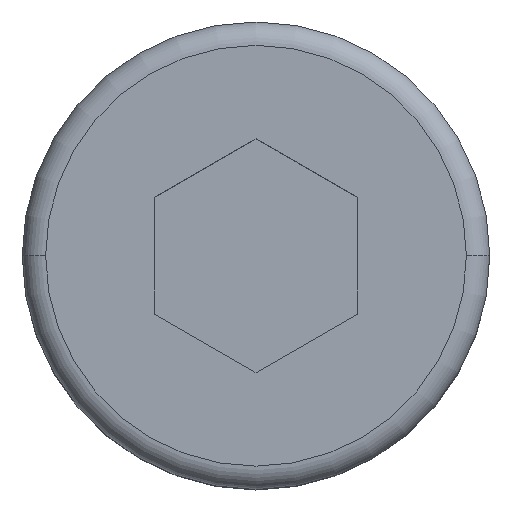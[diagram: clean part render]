
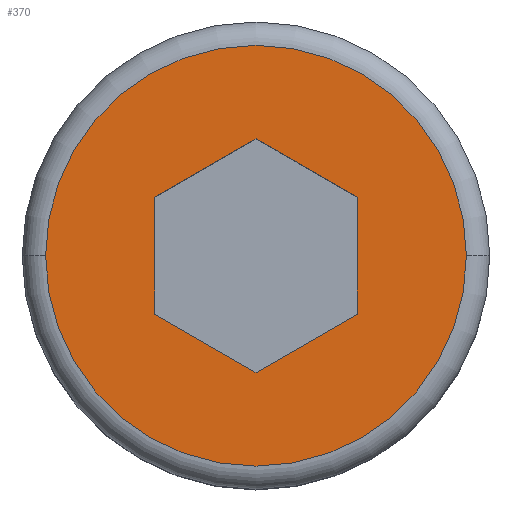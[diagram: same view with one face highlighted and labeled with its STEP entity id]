
A CAD part, top view. The second image highlights one B-rep face of the part: STEP entity #370.
In plain terms, the highlighted planar face has unit normal (0, 0, 1).
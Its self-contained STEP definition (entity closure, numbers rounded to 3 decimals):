
#1 = EDGE_CURVE ( 'NONE', #557, #197, #93, .T. ) ;
#20 = DIRECTION ( 'NONE',  ( 0., 0., 1. ) ) ;
#21 = ORIENTED_EDGE ( 'NONE', *, *, #287, .F. ) ;
#25 = LINE ( 'NONE', #459, #350 ) ;
#57 = DIRECTION ( 'NONE',  ( 1., 0., 0. ) ) ;
#58 = CIRCLE ( 'NONE', #70, 4.5 ) ;
#67 = ORIENTED_EDGE ( 'NONE', *, *, #233, .F. ) ;
#70 = AXIS2_PLACEMENT_3D ( 'NONE', #437, #471, #248 ) ;
#89 = DIRECTION ( 'NONE',  ( 0.866, 0.5, 0. ) ) ;
#93 = LINE ( 'NONE', #554, #118 ) ;
#95 = CARTESIAN_POINT ( 'NONE',  ( 0., -2.5, 31. ) ) ;
#102 = EDGE_CURVE ( 'NONE', #457, #545, #58, .T. ) ;
#104 = CARTESIAN_POINT ( 'NONE',  ( 0., 0., 31. ) ) ;
#108 = CARTESIAN_POINT ( 'NONE',  ( -2.165, 1.25, 31. ) ) ;
#110 = EDGE_LOOP ( 'NONE', ( #358, #550, #67, #476, #21, #387 ) ) ;
#112 = CARTESIAN_POINT ( 'NONE',  ( 4.5, 0., 31. ) ) ;
#118 = VECTOR ( 'NONE', #158, 1000. ) ;
#125 = VERTEX_POINT ( 'NONE', #519 ) ;
#137 = VECTOR ( 'NONE', #453, 1000. ) ;
#148 = ORIENTED_EDGE ( 'NONE', *, *, #465, .T. ) ;
#158 = DIRECTION ( 'NONE',  ( -0.866, 0.5, 0. ) ) ;
#165 = LINE ( 'NONE', #95, #184 ) ;
#174 = CARTESIAN_POINT ( 'NONE',  ( 0., 2.5, 31. ) ) ;
#179 = AXIS2_PLACEMENT_3D ( 'NONE', #104, #492, #57 ) ;
#184 = VECTOR ( 'NONE', #89, 1000. ) ;
#187 = CARTESIAN_POINT ( 'NONE',  ( -2.165, -1.25, 31. ) ) ;
#189 = DIRECTION ( 'NONE',  ( 1., 0., 0. ) ) ;
#191 = DIRECTION ( 'NONE',  ( 0.866, -0.5, 0. ) ) ;
#197 = VERTEX_POINT ( 'NONE', #174 ) ;
#228 = VECTOR ( 'NONE', #306, 1000. ) ;
#230 = CARTESIAN_POINT ( 'NONE',  ( 0., 2.5, 31. ) ) ;
#233 = EDGE_CURVE ( 'NONE', #451, #125, #165, .T. ) ;
#234 = CARTESIAN_POINT ( 'NONE',  ( -4.5, 0., 31. ) ) ;
#248 = DIRECTION ( 'NONE',  ( 1., 0., 0. ) ) ;
#252 = VECTOR ( 'NONE', #502, 1000. ) ;
#272 = LINE ( 'NONE', #409, #252 ) ;
#287 = EDGE_CURVE ( 'NONE', #518, #365, #320, .T. ) ;
#304 = CARTESIAN_POINT ( 'NONE',  ( -2.165, 1.25, 31. ) ) ;
#306 = DIRECTION ( 'NONE',  ( 0., -1., 0. ) ) ;
#319 = CARTESIAN_POINT ( 'NONE',  ( 2.165, 1.25, 31. ) ) ;
#320 = LINE ( 'NONE', #304, #228 ) ;
#338 = LINE ( 'NONE', #230, #137 ) ;
#350 = VECTOR ( 'NONE', #191, 1000. ) ;
#355 = CIRCLE ( 'NONE', #423, 4.5 ) ;
#358 = ORIENTED_EDGE ( 'NONE', *, *, #1, .F. ) ;
#365 = VERTEX_POINT ( 'NONE', #187 ) ;
#370 = ADVANCED_FACE ( 'NONE', ( #516, #399 ), #539, .T. ) ;
#387 = ORIENTED_EDGE ( 'NONE', *, *, #461, .F. ) ;
#399 = FACE_BOUND ( 'NONE', #110, .T. ) ;
#409 = CARTESIAN_POINT ( 'NONE',  ( 2.165, -1.25, 31. ) ) ;
#414 = CARTESIAN_POINT ( 'NONE',  ( 0., 0., 31. ) ) ;
#419 = CARTESIAN_POINT ( 'NONE',  ( 0., -2.5, 31. ) ) ;
#423 = AXIS2_PLACEMENT_3D ( 'NONE', #414, #20, #189 ) ;
#437 = CARTESIAN_POINT ( 'NONE',  ( 0., 0., 31. ) ) ;
#451 = VERTEX_POINT ( 'NONE', #419 ) ;
#453 = DIRECTION ( 'NONE',  ( -0.866, -0.5, 0. ) ) ;
#457 = VERTEX_POINT ( 'NONE', #234 ) ;
#459 = CARTESIAN_POINT ( 'NONE',  ( -2.165, -1.25, 31. ) ) ;
#461 = EDGE_CURVE ( 'NONE', #197, #518, #338, .T. ) ;
#465 = EDGE_CURVE ( 'NONE', #545, #457, #355, .T. ) ;
#466 = ORIENTED_EDGE ( 'NONE', *, *, #102, .T. ) ;
#471 = DIRECTION ( 'NONE',  ( 0., 0., 1. ) ) ;
#476 = ORIENTED_EDGE ( 'NONE', *, *, #495, .F. ) ;
#483 = EDGE_CURVE ( 'NONE', #125, #557, #272, .T. ) ;
#492 = DIRECTION ( 'NONE',  ( 0., 0., 1. ) ) ;
#495 = EDGE_CURVE ( 'NONE', #365, #451, #25, .T. ) ;
#502 = DIRECTION ( 'NONE',  ( 0., 1., 0. ) ) ;
#509 = EDGE_LOOP ( 'NONE', ( #148, #466 ) ) ;
#516 = FACE_OUTER_BOUND ( 'NONE', #509, .T. ) ;
#518 = VERTEX_POINT ( 'NONE', #108 ) ;
#519 = CARTESIAN_POINT ( 'NONE',  ( 2.165, -1.25, 31. ) ) ;
#539 = PLANE ( 'NONE',  #179 ) ;
#545 = VERTEX_POINT ( 'NONE', #112 ) ;
#550 = ORIENTED_EDGE ( 'NONE', *, *, #483, .F. ) ;
#554 = CARTESIAN_POINT ( 'NONE',  ( 2.165, 1.25, 31. ) ) ;
#557 = VERTEX_POINT ( 'NONE', #319 ) ;
